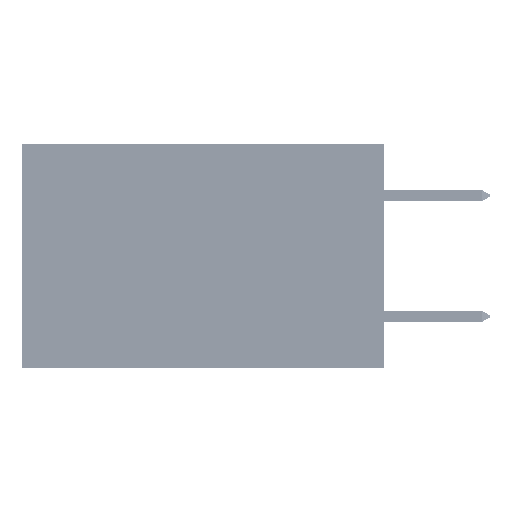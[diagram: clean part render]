
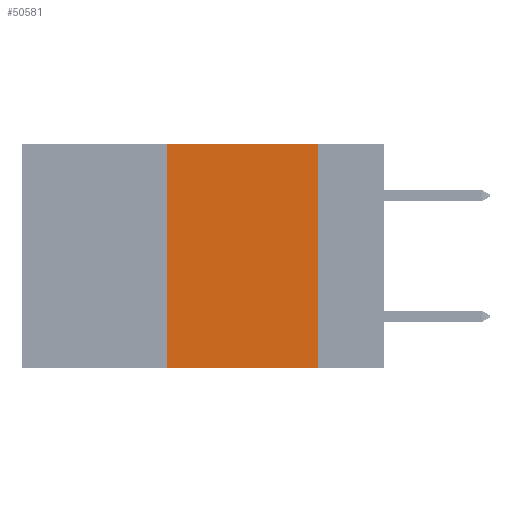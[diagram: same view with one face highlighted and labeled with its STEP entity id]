
A CAD part, left-side view. The second image highlights one B-rep face of the part: STEP entity #50581.
In plain terms, the highlighted planar face has unit normal (-1, 0, 0).
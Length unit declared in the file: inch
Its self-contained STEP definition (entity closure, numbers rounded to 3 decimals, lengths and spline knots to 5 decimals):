
#2923 = CARTESIAN_POINT ( 'NONE',  ( 0., 0.36, 0. ) ) ;
#4554 = VERTEX_POINT ( 'NONE', #16219 ) ;
#4640 = ORIENTED_EDGE ( 'NONE', *, *, #4887, .T. ) ;
#4887 = EDGE_CURVE ( 'NONE', #4554, #23517, #33209, .T. ) ;
#6448 = DIRECTION ( 'NONE',  ( 0., 0., 1. ) ) ;
#6733 = FACE_OUTER_BOUND ( 'NONE', #7976, .T. ) ;
#7016 = VERTEX_POINT ( 'NONE', #31743 ) ;
#7976 = EDGE_LOOP ( 'NONE', ( #43496, #39737, #32415, #4640 ) ) ;
#9981 = DIRECTION ( 'NONE',  ( 0., -1., 0. ) ) ;
#10113 = VECTOR ( 'NONE', #6448, 39.37008 ) ;
#12145 = CARTESIAN_POINT ( 'NONE',  ( 0., 0.11, -0.37 ) ) ;
#12689 = CARTESIAN_POINT ( 'NONE',  ( 0., 0.6, 0. ) ) ;
#14384 = VECTOR ( 'NONE', #41252, 39.37008 ) ;
#16219 = CARTESIAN_POINT ( 'NONE',  ( 0., 0.36, -0.37 ) ) ;
#18182 = AXIS2_PLACEMENT_3D ( 'NONE', #12689, #41140, #49066 ) ;
#18360 = EDGE_CURVE ( 'NONE', #37898, #7016, #29525, .T. ) ;
#18813 = VECTOR ( 'NONE', #9981, 39.37008 ) ;
#20357 = EDGE_CURVE ( 'NONE', #7016, #23517, #26977, .T. ) ;
#20883 = CARTESIAN_POINT ( 'NONE',  ( 0., 0.36, 0. ) ) ;
#21323 = CARTESIAN_POINT ( 'NONE',  ( 0., 0.11, 0. ) ) ;
#23517 = VERTEX_POINT ( 'NONE', #12145 ) ;
#26977 = LINE ( 'NONE', #21323, #14384 ) ;
#27345 = DIRECTION ( 'NONE',  ( 0., -1., 0. ) ) ;
#29525 = LINE ( 'NONE', #37749, #18813 ) ;
#30035 = VECTOR ( 'NONE', #27345, 39.37008 ) ;
#31743 = CARTESIAN_POINT ( 'NONE',  ( 0., 0.11, 0. ) ) ;
#32415 = ORIENTED_EDGE ( 'NONE', *, *, #34286, .F. ) ;
#33209 = LINE ( 'NONE', #51101, #30035 ) ;
#34286 = EDGE_CURVE ( 'NONE', #4554, #37898, #37803, .T. ) ;
#37749 = CARTESIAN_POINT ( 'NONE',  ( 0., 0.6, 0. ) ) ;
#37803 = LINE ( 'NONE', #2923, #10113 ) ;
#37898 = VERTEX_POINT ( 'NONE', #20883 ) ;
#39737 = ORIENTED_EDGE ( 'NONE', *, *, #18360, .F. ) ;
#40448 = PLANE ( 'NONE',  #18182 ) ;
#41140 = DIRECTION ( 'NONE',  ( 1., 0., 0. ) ) ;
#41252 = DIRECTION ( 'NONE',  ( 0., 0., -1. ) ) ;
#43496 = ORIENTED_EDGE ( 'NONE', *, *, #20357, .F. ) ;
#49066 = DIRECTION ( 'NONE',  ( 0., 0., -1. ) ) ;
#50581 = ADVANCED_FACE ( 'NONE', ( #6733 ), #40448, .F. ) ;
#51101 = CARTESIAN_POINT ( 'NONE',  ( 0., 0.6, -0.37 ) ) ;
